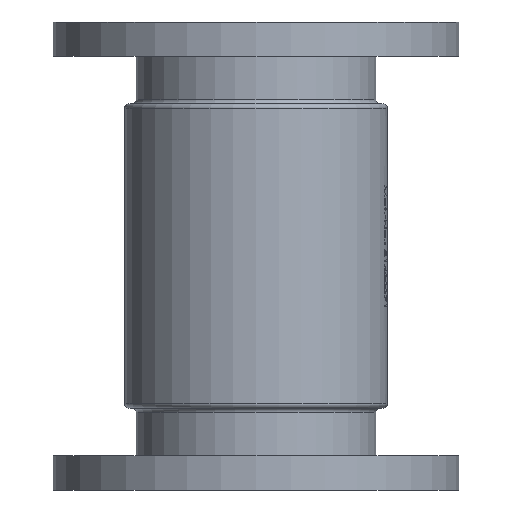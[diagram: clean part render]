
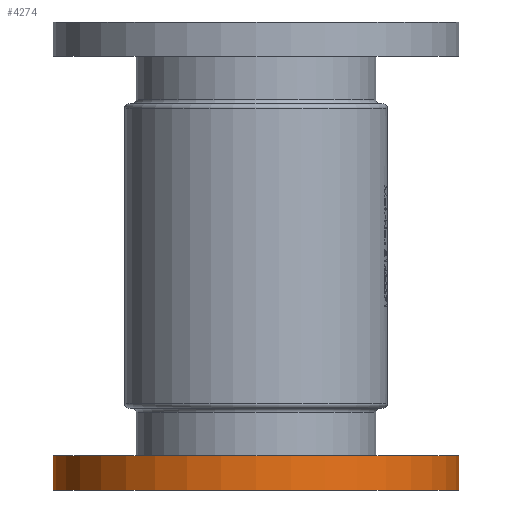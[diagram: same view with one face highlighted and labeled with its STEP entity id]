
A CAD part, front view. The second image highlights one B-rep face of the part: STEP entity #4274.
In plain terms, the highlighted cylindrical face has radius 142.5 mm (diameter 285 mm), a partial arc.
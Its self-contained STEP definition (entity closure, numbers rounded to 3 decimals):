
#1240 = CARTESIAN_POINT ( 'NONE',  ( 0., 0., -329. ) ) ;
#2868 = CARTESIAN_POINT ( 'NONE',  ( 142.5, 0., -305. ) ) ;
#2949 = FACE_OUTER_BOUND ( 'NONE', #3994, .T. ) ;
#3425 = CARTESIAN_POINT ( 'NONE',  ( 0., 0., -305. ) ) ;
#3994 = EDGE_LOOP ( 'NONE', ( #5554, #6834, #23559, #21889 ) ) ;
#4106 = AXIS2_PLACEMENT_3D ( 'NONE', #3425, #27170, #12146 ) ;
#4274 = ADVANCED_FACE ( 'NONE', ( #2949 ), #12086, .T. ) ;
#5554 = ORIENTED_EDGE ( 'NONE', *, *, #25696, .F. ) ;
#5738 = VECTOR ( 'NONE', #17438, 1000. ) ;
#6665 = VECTOR ( 'NONE', #19136, 1000. ) ;
#6834 = ORIENTED_EDGE ( 'NONE', *, *, #21269, .T. ) ;
#11064 = CARTESIAN_POINT ( 'NONE',  ( 142.5, 0., -329. ) ) ;
#12046 = DIRECTION ( 'NONE',  ( 0., 0., 1. ) ) ;
#12086 = CYLINDRICAL_SURFACE ( 'NONE', #21510, 142.5 ) ;
#12146 = DIRECTION ( 'NONE',  ( 1., 0., 0. ) ) ;
#12977 = CIRCLE ( 'NONE', #16646, 142.5 ) ;
#13556 = LINE ( 'NONE', #17724, #5738 ) ;
#14551 = VERTEX_POINT ( 'NONE', #11064 ) ;
#16060 = CARTESIAN_POINT ( 'NONE',  ( -142.5, 0., -305. ) ) ;
#16413 = EDGE_CURVE ( 'NONE', #25461, #14551, #13556, .T. ) ;
#16646 = AXIS2_PLACEMENT_3D ( 'NONE', #24805, #12046, #27075 ) ;
#16842 = CARTESIAN_POINT ( 'NONE',  ( -142.5, 0., -329. ) ) ;
#17438 = DIRECTION ( 'NONE',  ( 0., 0., -1. ) ) ;
#17724 = CARTESIAN_POINT ( 'NONE',  ( 142.5, 0., -329. ) ) ;
#17788 = EDGE_CURVE ( 'NONE', #22107, #14551, #12977, .T. ) ;
#19136 = DIRECTION ( 'NONE',  ( 0., 0., -1. ) ) ;
#19580 = VERTEX_POINT ( 'NONE', #16060 ) ;
#20418 = DIRECTION ( 'NONE',  ( 0., 0., -1. ) ) ;
#21269 = EDGE_CURVE ( 'NONE', #19580, #22107, #27970, .T. ) ;
#21510 = AXIS2_PLACEMENT_3D ( 'NONE', #1240, #20418, #27382 ) ;
#21889 = ORIENTED_EDGE ( 'NONE', *, *, #16413, .F. ) ;
#22107 = VERTEX_POINT ( 'NONE', #26693 ) ;
#23559 = ORIENTED_EDGE ( 'NONE', *, *, #17788, .T. ) ;
#24805 = CARTESIAN_POINT ( 'NONE',  ( 0., 0., -329. ) ) ;
#25461 = VERTEX_POINT ( 'NONE', #2868 ) ;
#25696 = EDGE_CURVE ( 'NONE', #19580, #25461, #27394, .T. ) ;
#26693 = CARTESIAN_POINT ( 'NONE',  ( -142.5, 0., -329. ) ) ;
#27075 = DIRECTION ( 'NONE',  ( 1., 0., 0. ) ) ;
#27170 = DIRECTION ( 'NONE',  ( 0., 0., 1. ) ) ;
#27382 = DIRECTION ( 'NONE',  ( 1., 0., 0. ) ) ;
#27394 = CIRCLE ( 'NONE', #4106, 142.5 ) ;
#27970 = LINE ( 'NONE', #16842, #6665 ) ;
